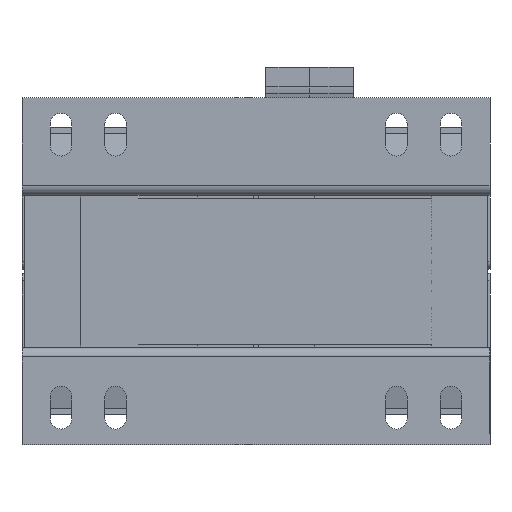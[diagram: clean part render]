
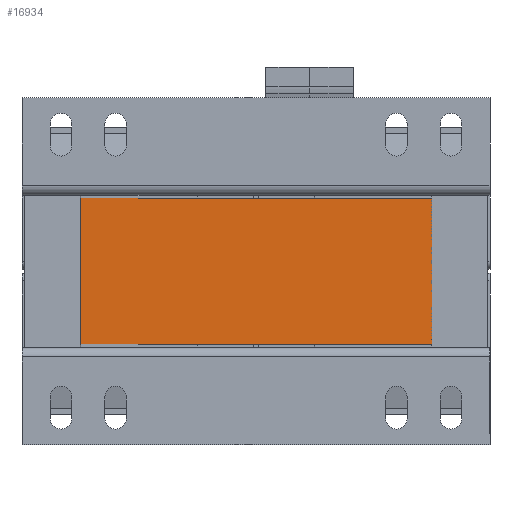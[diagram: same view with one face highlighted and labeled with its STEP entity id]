
A CAD part, front view. The second image highlights one B-rep face of the part: STEP entity #16934.
In plain terms, the highlighted planar face has unit normal (0, -1, 0).
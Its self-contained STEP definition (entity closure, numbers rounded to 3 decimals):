
#263 = EDGE_CURVE ( 'NONE', #12942, #6553, #6688, .T. ) ;
#279 = VECTOR ( 'NONE', #16209, 1000. ) ;
#432 = DIRECTION ( 'NONE',  ( 1., 0., 0. ) ) ;
#1204 = DIRECTION ( 'NONE',  ( 0., 0., 1. ) ) ;
#1284 = EDGE_CURVE ( 'NONE', #1430, #12375, #9693, .T. ) ;
#1430 = VERTEX_POINT ( 'NONE', #16509 ) ;
#1453 = DIRECTION ( 'NONE',  ( 1., 0., 0. ) ) ;
#1906 = CARTESIAN_POINT ( 'NONE',  ( 90., -150., -37.5 ) ) ;
#2596 = PLANE ( 'NONE',  #17626 ) ;
#2833 = ORIENTED_EDGE ( 'NONE', *, *, #19326, .F. ) ;
#2970 = CARTESIAN_POINT ( 'NONE',  ( -90., -150., -37.5 ) ) ;
#3153 = VECTOR ( 'NONE', #16840, 1000. ) ;
#3162 = LINE ( 'NONE', #13845, #12313 ) ;
#3741 = VECTOR ( 'NONE', #17533, 1000. ) ;
#3743 = DIRECTION ( 'NONE',  ( 0., 0., -1. ) ) ;
#3765 = ORIENTED_EDGE ( 'NONE', *, *, #10551, .F. ) ;
#4256 = ORIENTED_EDGE ( 'NONE', *, *, #10881, .T. ) ;
#4983 = VECTOR ( 'NONE', #19175, 1000. ) ;
#5503 = CARTESIAN_POINT ( 'NONE',  ( 90., -150., 37.5 ) ) ;
#5608 = CARTESIAN_POINT ( 'NONE',  ( -90., -150., 37.5 ) ) ;
#5741 = DIRECTION ( 'NONE',  ( 1., 0., 0. ) ) ;
#5873 = EDGE_CURVE ( 'NONE', #12375, #6106, #15612, .T. ) ;
#6106 = VERTEX_POINT ( 'NONE', #1906 ) ;
#6234 = EDGE_LOOP ( 'NONE', ( #7739, #4256, #8670, #12006, #12327, #6454, #2833, #11580, #3765, #13567 ) ) ;
#6305 = LINE ( 'NONE', #5503, #3741 ) ;
#6454 = ORIENTED_EDGE ( 'NONE', *, *, #13231, .F. ) ;
#6553 = VERTEX_POINT ( 'NONE', #8616 ) ;
#6688 = LINE ( 'NONE', #9225, #3153 ) ;
#7195 = CARTESIAN_POINT ( 'NONE',  ( 90., -150., 37.5 ) ) ;
#7226 = CARTESIAN_POINT ( 'NONE',  ( -90., -150., 37.5 ) ) ;
#7302 = CARTESIAN_POINT ( 'NONE',  ( 90., -150., 37.5 ) ) ;
#7739 = ORIENTED_EDGE ( 'NONE', *, *, #14156, .T. ) ;
#8410 = VECTOR ( 'NONE', #432, 1000. ) ;
#8616 = CARTESIAN_POINT ( 'NONE',  ( -60.001, -150., 37.5 ) ) ;
#8670 = ORIENTED_EDGE ( 'NONE', *, *, #1284, .T. ) ;
#8810 = VERTEX_POINT ( 'NONE', #7302 ) ;
#9191 = VECTOR ( 'NONE', #14564, 1000. ) ;
#9225 = CARTESIAN_POINT ( 'NONE',  ( 90., -150., 37.5 ) ) ;
#9304 = FACE_OUTER_BOUND ( 'NONE', #6234, .T. ) ;
#9319 = DIRECTION ( 'NONE',  ( 1., 0., 0. ) ) ;
#9454 = LINE ( 'NONE', #7226, #4983 ) ;
#9693 = LINE ( 'NONE', #11906, #279 ) ;
#10029 = VERTEX_POINT ( 'NONE', #19207 ) ;
#10053 = CARTESIAN_POINT ( 'NONE',  ( 90., -150., -37.5 ) ) ;
#10074 = VERTEX_POINT ( 'NONE', #2970 ) ;
#10193 = DIRECTION ( 'NONE',  ( 0., 1., 0. ) ) ;
#10255 = CARTESIAN_POINT ( 'NONE',  ( 90., -150., -37.5 ) ) ;
#10358 = VERTEX_POINT ( 'NONE', #15692 ) ;
#10405 = LINE ( 'NONE', #10255, #16068 ) ;
#10422 = CARTESIAN_POINT ( 'NONE',  ( -90., -150., 37.5 ) ) ;
#10551 = EDGE_CURVE ( 'NONE', #16856, #12942, #6305, .T. ) ;
#10881 = EDGE_CURVE ( 'NONE', #10074, #1430, #15944, .T. ) ;
#11127 = VECTOR ( 'NONE', #1453, 1000. ) ;
#11580 = ORIENTED_EDGE ( 'NONE', *, *, #263, .F. ) ;
#11852 = VECTOR ( 'NONE', #3743, 1000. ) ;
#11906 = CARTESIAN_POINT ( 'NONE',  ( 90., -150., -37.5 ) ) ;
#12006 = ORIENTED_EDGE ( 'NONE', *, *, #5873, .T. ) ;
#12313 = VECTOR ( 'NONE', #9319, 1000. ) ;
#12327 = ORIENTED_EDGE ( 'NONE', *, *, #17434, .F. ) ;
#12375 = VERTEX_POINT ( 'NONE', #13295 ) ;
#12714 = CARTESIAN_POINT ( 'NONE',  ( 90., -150., 37.5 ) ) ;
#12942 = VERTEX_POINT ( 'NONE', #10422 ) ;
#13231 = EDGE_CURVE ( 'NONE', #10358, #8810, #3162, .T. ) ;
#13295 = CARTESIAN_POINT ( 'NONE',  ( -60., -150., -37.5 ) ) ;
#13567 = ORIENTED_EDGE ( 'NONE', *, *, #14499, .T. ) ;
#13845 = CARTESIAN_POINT ( 'NONE',  ( 90., -150., 37.5 ) ) ;
#14156 = EDGE_CURVE ( 'NONE', #10029, #10074, #10405, .T. ) ;
#14355 = LINE ( 'NONE', #19302, #9191 ) ;
#14499 = EDGE_CURVE ( 'NONE', #16856, #10029, #9454, .T. ) ;
#14564 = DIRECTION ( 'NONE',  ( 1., 0., 0. ) ) ;
#15358 = CARTESIAN_POINT ( 'NONE',  ( 90., -150., -37.5 ) ) ;
#15612 = LINE ( 'NONE', #10053, #11127 ) ;
#15692 = CARTESIAN_POINT ( 'NONE',  ( -60., -150., 37.5 ) ) ;
#15944 = LINE ( 'NONE', #15358, #8410 ) ;
#16068 = VECTOR ( 'NONE', #5741, 1000. ) ;
#16209 = DIRECTION ( 'NONE',  ( 1., 0., 0. ) ) ;
#16509 = CARTESIAN_POINT ( 'NONE',  ( -60.004, -150., -37.5 ) ) ;
#16840 = DIRECTION ( 'NONE',  ( 1., 0., 0. ) ) ;
#16856 = VERTEX_POINT ( 'NONE', #5608 ) ;
#16934 = ADVANCED_FACE ( 'NONE', ( #9304 ), #2596, .F. ) ;
#17434 = EDGE_CURVE ( 'NONE', #8810, #6106, #18911, .T. ) ;
#17533 = DIRECTION ( 'NONE',  ( 1., 0., 0. ) ) ;
#17626 = AXIS2_PLACEMENT_3D ( 'NONE', #7195, #10193, #1204 ) ;
#18911 = LINE ( 'NONE', #12714, #11852 ) ;
#19175 = DIRECTION ( 'NONE',  ( 0., 0., -1. ) ) ;
#19207 = CARTESIAN_POINT ( 'NONE',  ( -90., -150., -37.5 ) ) ;
#19302 = CARTESIAN_POINT ( 'NONE',  ( 90., -150., 37.5 ) ) ;
#19326 = EDGE_CURVE ( 'NONE', #6553, #10358, #14355, .T. ) ;
